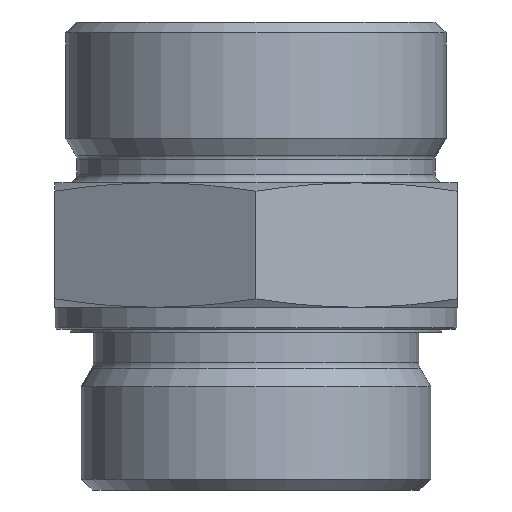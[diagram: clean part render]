
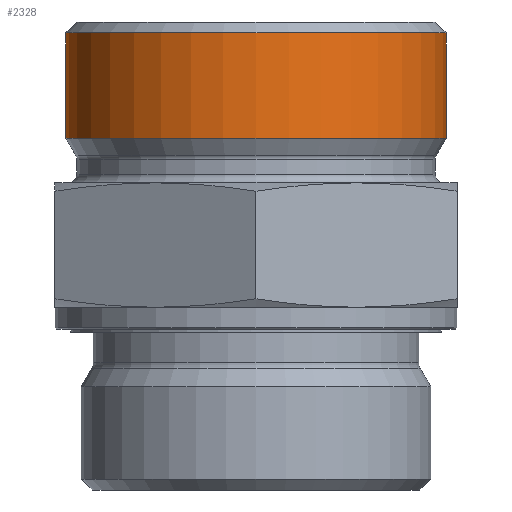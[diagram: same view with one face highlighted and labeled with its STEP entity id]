
A CAD part, front view. The second image highlights one B-rep face of the part: STEP entity #2328.
In plain terms, the highlighted cylindrical face has radius 26 mm (diameter 52 mm), a full revolution.
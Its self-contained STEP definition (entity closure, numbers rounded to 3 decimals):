
#2257=CARTESIAN_POINT('',(26.0,0.,48.098));
#2258=VERTEX_POINT('',#2257);
#2259=CARTESIAN_POINT('',(0.0,0.0,48.098));
#2260=DIRECTION('',(0.0,0.0,-1.0));
#2261=DIRECTION('',(-1.0,0.0,0.0));
#2262=AXIS2_PLACEMENT_3D('',#2259,#2260,#2261);
#2263=CIRCLE('',#2262,26.0);
#2264=EDGE_CURVE('',#2258,#2258,#2263,.T.);
#2309=CARTESIAN_POINT('',(0.0,0.0,64.0));
#2310=DIRECTION('',(0.0,0.0,-1.0));
#2311=DIRECTION('',(-1.0,0.0,0.0));
#2312=AXIS2_PLACEMENT_3D('',#2309,#2310,#2311);
#2313=CYLINDRICAL_SURFACE('',#2312,26.0);
#2314=CARTESIAN_POINT('',(26.0,0.,62.5));
#2315=VERTEX_POINT('',#2314);
#2316=CARTESIAN_POINT('',(0.0,0.0,62.5));
#2317=DIRECTION('',(0.0,0.0,1.0));
#2318=DIRECTION('',(-1.0,0.0,0.0));
#2319=AXIS2_PLACEMENT_3D('',#2316,#2317,#2318);
#2320=CIRCLE('',#2319,26.0);
#2321=EDGE_CURVE('',#2315,#2315,#2320,.T.);
#2322=ORIENTED_EDGE('',*,*,#2321,.F.);
#2323=EDGE_LOOP('',(#2322));
#2324=FACE_OUTER_BOUND('',#2323,.T.);
#2325=ORIENTED_EDGE('',*,*,#2264,.F.);
#2326=EDGE_LOOP('',(#2325));
#2327=FACE_BOUND('',#2326,.T.);
#2328=ADVANCED_FACE('',(#2324,#2327),#2313,.T.);
